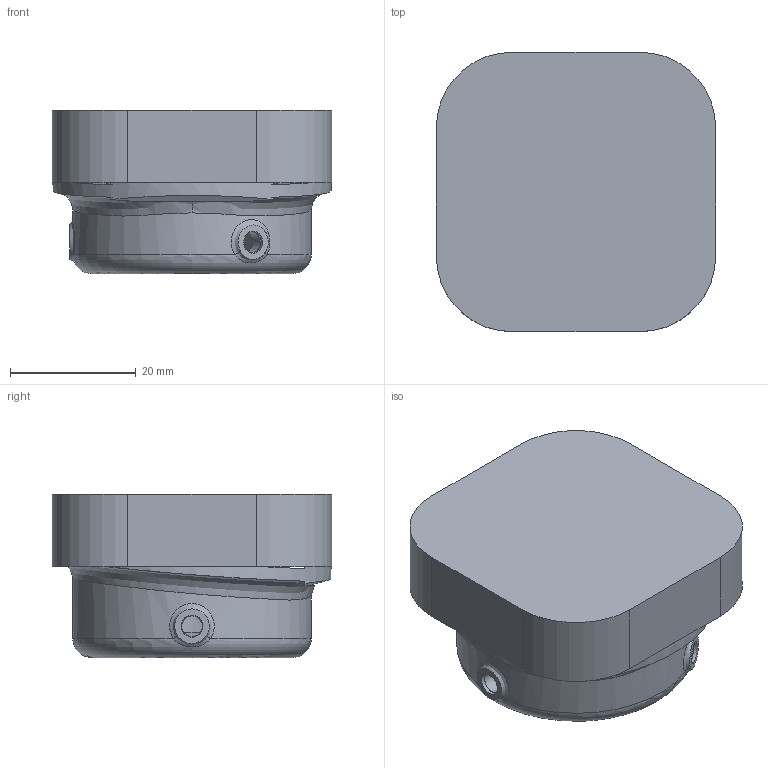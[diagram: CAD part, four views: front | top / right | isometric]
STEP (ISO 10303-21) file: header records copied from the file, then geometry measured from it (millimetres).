
FILE_DESCRIPTION(/* description */ (''),/* implementation_level */ '2;1');
FILE_NAME(/* name */ 'dummy_head v3.step',/* time_stamp */ '2020-11-30T16:07:16-08:00',/* author */ (''),/* organization */ (''),/* preprocessor_version */ 'ST-DEVELOPER v18.1',/* originating_system */ 'Autodesk Translation Framework v9.3.0.1241',/* authorisation */ '');
FILE_SCHEMA (('AUTOMOTIVE_DESIGN { 1 0 10303 214 3 1 1 }'));
Length unit declared in the file: millimetre
Products named in the file (2): dummy_head; Component2
Assembly tree (1 placements, depth 2):
  dummy_head
    Component2
Bounding box: 44.5 x 44.5 x 26 mm (x, y, z)
Volume: 33236.6 mm3; surface area: 9303.2 mm2
Topology: 1 solids, 1 shells, 106 faces, 293 edges, 189 vertices
Faces by surface type: plane 45, bspline 39, cylinder 20, torus 2
Full cylindrical faces by diameter (mm): 3.3 x3, 3.5 x3, 38 x1
Entity records: 12489 total; most frequent: CARTESIAN_POINT 10039, ORIENTED_EDGE 582, DIRECTION 369, EDGE_CURVE 291, VERTEX_POINT 189, AXIS2_PLACEMENT_3D 135, B_SPLINE_CURVE_WITH_KNOTS 127, EDGE_LOOP 118
